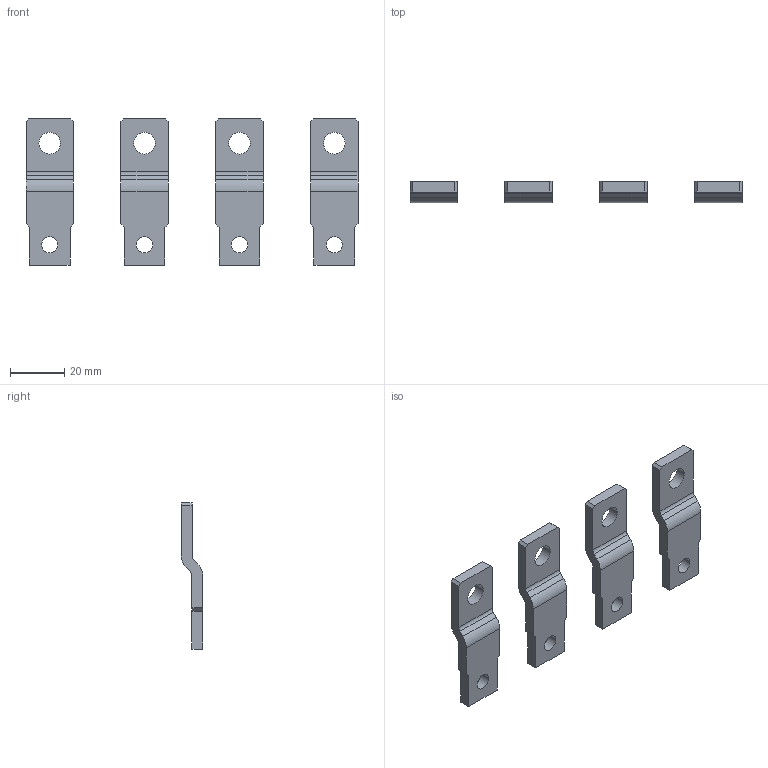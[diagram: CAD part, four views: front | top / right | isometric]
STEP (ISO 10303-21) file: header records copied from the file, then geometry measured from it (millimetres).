
FILE_DESCRIPTION(('CATIA V5 STEP Exchange'),'2;1');
FILE_NAME('1SDH001295R0521_1PA_001_00_XT3_4P_PLUG-IN_EF_SUP.stp','2014-11-11T15:31:04+00:00',('none'),('none'),'CATIA Version 5 Release 20 SP 1 (IN-10)','CATIA V5 STEP AP214','none');
FILE_SCHEMA(('AUTOMOTIVE_DESIGN { 1 0 10303 214 1 1 1 1 }'));
Length unit declared in the file: millimetre
Products named in the file (1): 1SDH001295R0521_1PA_001_00_XT3_4P_PLUG-IN_EF_SUP
Bounding box: 122.5 x 7.9 x 54 mm (x, y, z)
Volume: 13618.3 mm3; surface area: 9799.4 mm2
Topology: 4 solids, 4 shells, 96 faces, 264 edges, 176 vertices
Faces by surface type: plane 64, cylinder 32
Entity records: 2843 total; most frequent: ORIENTED_EDGE 528, CARTESIAN_POINT 494, DIRECTION 370, EDGE_CURVE 264, VECTOR 200, LINE 200, VERTEX_POINT 176, AXIS2_PLACEMENT_3D 118
